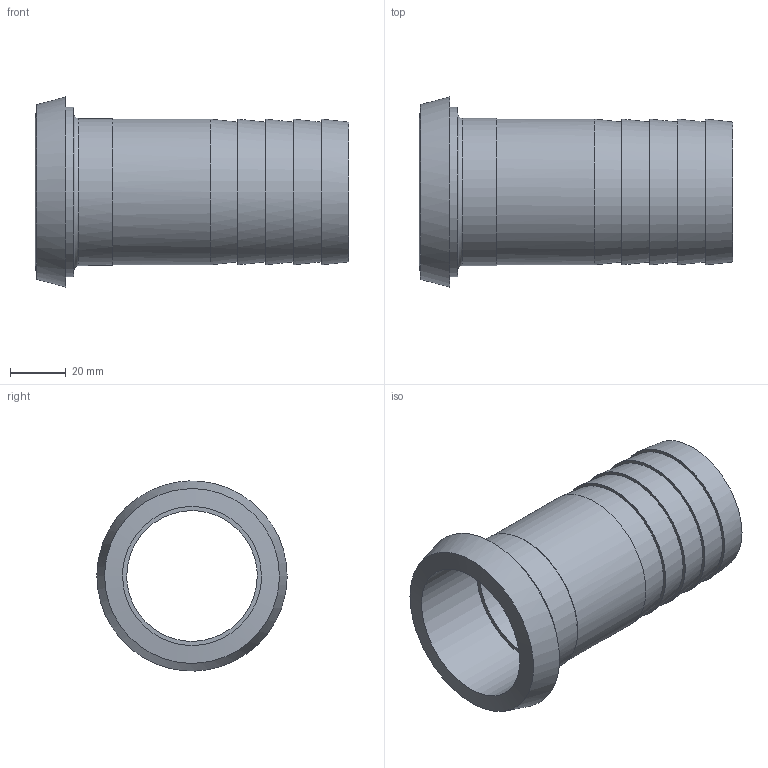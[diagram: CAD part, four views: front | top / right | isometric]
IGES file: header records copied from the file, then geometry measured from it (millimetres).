
Global section: file name: 26040050000; native system: Autodesk Inventor 2015; preprocessor: unknown; author: Struska Martin; date: 20160308.114755; units: millimetre
Bounding box: 113 x 68.5 x 68.45 mm (x, y, z)
Volume: 53880.7 mm3; surface area: 39721.5 mm2
Topology: 1 solids, 1 shells, 26 faces, 61 edges, 44 vertices
Faces by surface type: bspline 26
